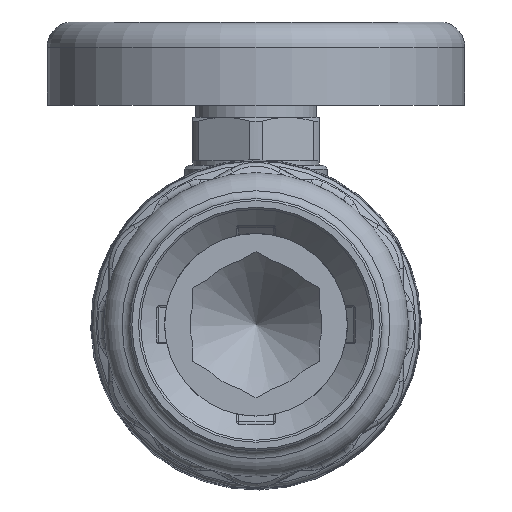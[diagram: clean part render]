
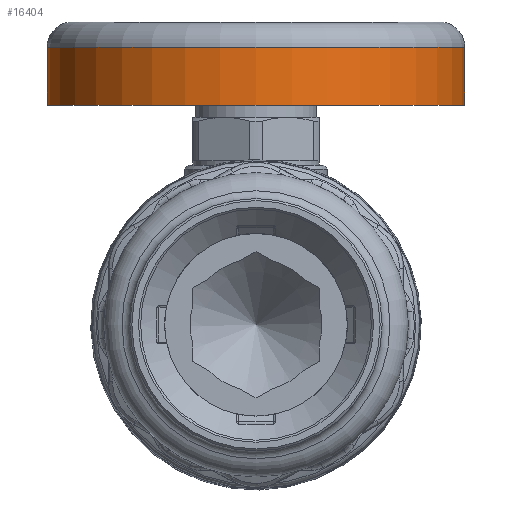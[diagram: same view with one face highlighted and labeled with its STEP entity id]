
A CAD part, front view. The second image highlights one B-rep face of the part: STEP entity #16404.
In plain terms, the highlighted cylindrical face has radius 26.162 mm (diameter 52.324 mm), a full revolution.
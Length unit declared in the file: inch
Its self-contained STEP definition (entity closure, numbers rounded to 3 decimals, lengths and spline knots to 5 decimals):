
#200=CYLINDRICAL_SURFACE('',#17947,1.03);
#2315=FACE_OUTER_BOUND('',#3373,.T.);
#3373=EDGE_LOOP('',(#12375,#12376,#12377,#12378,#12379));
#4163=LINE('',#34127,#4793);
#4793=VECTOR('',#21147,1.03);
#5643=CIRCLE('',#17945,1.03);
#5644=CIRCLE('',#17946,1.03);
#5645=CIRCLE('',#17948,1.03);
#6860=VERTEX_POINT('',#34120);
#6861=VERTEX_POINT('',#34122);
#6862=VERTEX_POINT('',#34126);
#8767=EDGE_CURVE('',#6860,#6861,#5643,.T.);
#8768=EDGE_CURVE('',#6861,#6860,#5644,.T.);
#8769=EDGE_CURVE('',#6861,#6862,#4163,.T.);
#8770=EDGE_CURVE('',#6862,#6862,#5645,.T.);
#12375=ORIENTED_EDGE('',*,*,#8768,.F.);
#12376=ORIENTED_EDGE('',*,*,#8769,.T.);
#12377=ORIENTED_EDGE('',*,*,#8770,.F.);
#12378=ORIENTED_EDGE('',*,*,#8769,.F.);
#12379=ORIENTED_EDGE('',*,*,#8767,.F.);
#16404=ADVANCED_FACE('',(#2315),#200,.T.);
#17945=AXIS2_PLACEMENT_3D('',#34123,#21141,#21142);
#17946=AXIS2_PLACEMENT_3D('',#34124,#21143,#21144);
#17947=AXIS2_PLACEMENT_3D('',#34125,#21145,#21146);
#17948=AXIS2_PLACEMENT_3D('',#34128,#21148,#21149);
#21141=DIRECTION('center_axis',(0.,0.,
1.));
#21142=DIRECTION('ref_axis',(0.,-1.,0.));
#21143=DIRECTION('center_axis',(0.,0.,
1.));
#21144=DIRECTION('ref_axis',(0.,-1.,0.));
#21145=DIRECTION('center_axis',(0.,0.,
1.));
#21146=DIRECTION('ref_axis',(0.,-1.,0.));
#21147=DIRECTION('',(0.,0.,-1.));
#21148=DIRECTION('center_axis',(0.,0.,
-1.));
#21149=DIRECTION('ref_axis',(0.,-1.,0.));
#34120=CARTESIAN_POINT('',(0.,1.19441,1.3674));
#34122=CARTESIAN_POINT('',(0.,3.25441,1.3674));
#34123=CARTESIAN_POINT('Origin',(0.,2.22441,
1.3674));
#34124=CARTESIAN_POINT('Origin',(0.,2.22441,
1.3674));
#34125=CARTESIAN_POINT('Origin',(0.,2.22441,
1.0824));
#34126=CARTESIAN_POINT('',(0.,3.25441,1.0824));
#34127=CARTESIAN_POINT('',(0.,3.25441,1.0824));
#34128=CARTESIAN_POINT('Origin',(0.,2.22441,
1.0824));
